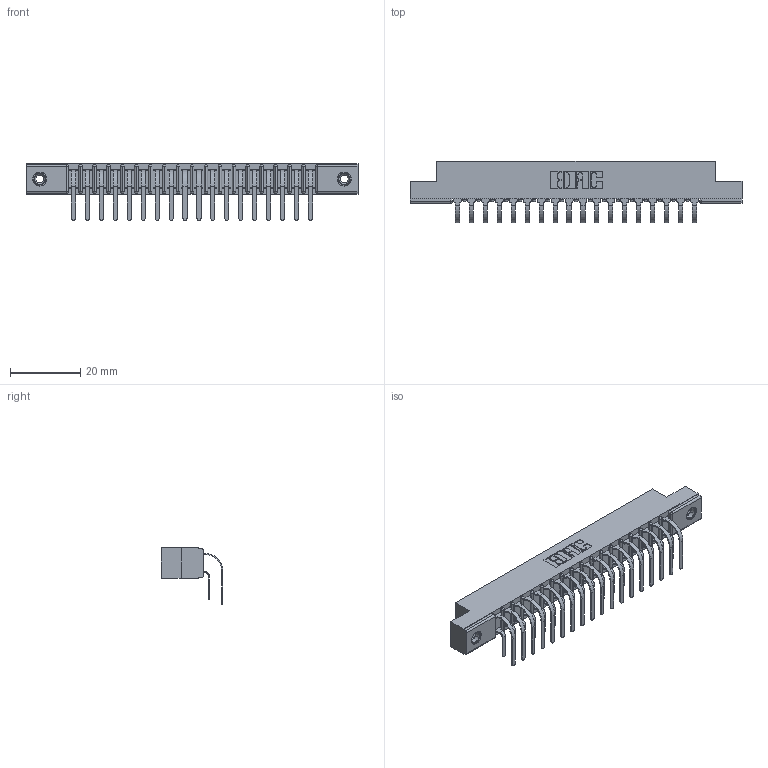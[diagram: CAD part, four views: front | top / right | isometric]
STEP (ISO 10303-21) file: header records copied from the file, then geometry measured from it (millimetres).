
FILE_DESCRIPTION (( 'STEP AP203' ), '1' );
FILE_NAME ('357-036-459-208.STEP', '2022-07-07T23:52:10', ( '' ), ( '' ), 'SwSTEP 2.0', 'SolidWorks 2020', '' );
FILE_SCHEMA (( 'CONFIG_CONTROL_DESIGN' ));
Length unit declared in the file: inch
Products named in the file (5): 307-290-001_559 - 2 (Single); 345-250-001_345-250-003-102; 357-036-459-208; 307 Part_.156 Dia Mounting Holes; 307-290-001_558 559 - 1 (Single)
Assembly tree (39 placements, depth 2):
  357-036-459-208
    307 Part_.156 Dia Mounting Holes
    307-290-001_558 559 - 1 (Single)  x18
    307-290-001_559 - 2 (Single)  x18
    345-250-001_345-250-003-102  x2
Bounding box: 94.34 x 17.51 x 16.08 mm (x, y, z)
Volume: 6299.9 mm3; surface area: 11693.4 mm2
Topology: 39 solids, 39 shells, 1997 faces, 5571 edges, 3606 vertices
Faces by surface type: plane 1290, cylinder 653, sphere 38, cone 12, torus 4
Entity records: 21598 total; most frequent: CARTESIAN_POINT 3527, ORIENTED_EDGE 3486, DIRECTION 3473, EDGE_CURVE 1743, VECTOR 1325, LINE 1325, VERTEX_POINT 1128, AXIS2_PLACEMENT_3D 1074
